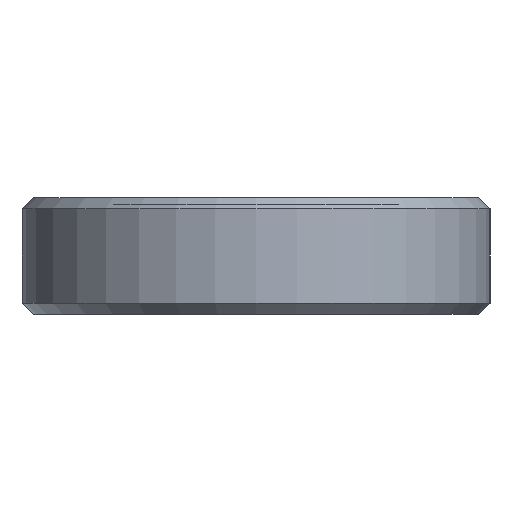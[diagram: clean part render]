
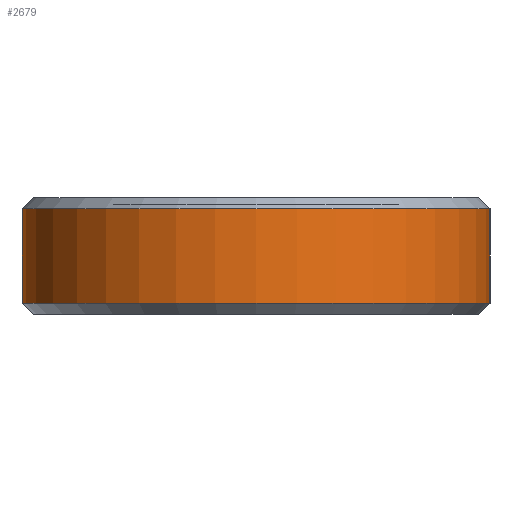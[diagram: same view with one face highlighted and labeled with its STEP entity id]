
A CAD part, left-side view. The second image highlights one B-rep face of the part: STEP entity #2679.
In plain terms, the highlighted cylindrical face has radius 6.25 mm (diameter 12.5 mm), a partial arc.
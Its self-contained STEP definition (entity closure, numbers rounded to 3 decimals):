
#45 = CONICAL_SURFACE('',#46,6.25,0.785);
#46 = AXIS2_PLACEMENT_3D('',#47,#48,#49);
#47 = CARTESIAN_POINT('',(0.,0.,0.3));
#48 = DIRECTION('',(0.,0.,1.));
#49 = DIRECTION('',(0.,1.,0.));
#981 = VERTEX_POINT('',#982);
#982 = CARTESIAN_POINT('',(0.,6.25,0.3));
#1005 = VERTEX_POINT('',#1006);
#1006 = CARTESIAN_POINT('',(0.,-6.25,0.3));
#1027 = EDGE_CURVE('',#981,#1005,#1028,.T.);
#1028 = SURFACE_CURVE('',#1029,(#1034,#1041),.PCURVE_S1.);
#1029 = CIRCLE('',#1030,6.25);
#1030 = AXIS2_PLACEMENT_3D('',#1031,#1032,#1033);
#1031 = CARTESIAN_POINT('',(0.,0.,0.3));
#1032 = DIRECTION('',(0.,-0.,1.));
#1033 = DIRECTION('',(0.,1.,0.));
#1034 = PCURVE('',#45,#1035);
#1035 = DEFINITIONAL_REPRESENTATION('',(#1036),#1040);
#1036 = LINE('',#1037,#1038);
#1037 = CARTESIAN_POINT('',(0.,0.));
#1038 = VECTOR('',#1039,1.);
#1039 = DIRECTION('',(1.,0.));
#1040 = ( GEOMETRIC_REPRESENTATION_CONTEXT(2) 
PARAMETRIC_REPRESENTATION_CONTEXT() REPRESENTATION_CONTEXT('2D SPACE',''
  ) );
#1041 = PCURVE('',#1042,#1047);
#1042 = CYLINDRICAL_SURFACE('',#1043,6.25);
#1043 = AXIS2_PLACEMENT_3D('',#1044,#1045,#1046);
#1044 = CARTESIAN_POINT('',(0.,0.,0.));
#1045 = DIRECTION('',(-0.,-0.,-1.));
#1046 = DIRECTION('',(1.,0.,0.));
#1047 = DEFINITIONAL_REPRESENTATION('',(#1048),#1052);
#1048 = LINE('',#1049,#1050);
#1049 = CARTESIAN_POINT('',(-1.571,-0.3));
#1050 = VECTOR('',#1051,1.);
#1051 = DIRECTION('',(-1.,0.));
#1052 = ( GEOMETRIC_REPRESENTATION_CONTEXT(2) 
PARAMETRIC_REPRESENTATION_CONTEXT() REPRESENTATION_CONTEXT('2D SPACE',''
  ) );
#1096 = PLANE('',#1097);
#1097 = AXIS2_PLACEMENT_3D('',#1098,#1099,#1100);
#1098 = CARTESIAN_POINT('',(0.,6.25,0.));
#1099 = DIRECTION('',(0.,1.,0.));
#1100 = DIRECTION('',(1.,0.,0.));
#1150 = PLANE('',#1151);
#1151 = AXIS2_PLACEMENT_3D('',#1152,#1153,#1154);
#1152 = CARTESIAN_POINT('',(0.,-6.25,0.));
#1153 = DIRECTION('',(0.,1.,0.));
#1154 = DIRECTION('',(1.,0.,0.));
#2679 = ADVANCED_FACE('',(#2680),#1042,.T.);
#2680 = FACE_BOUND('',#2681,.F.);
#2681 = EDGE_LOOP('',(#2682,#2705,#2734,#2755));
#2682 = ORIENTED_EDGE('',*,*,#2683,.T.);
#2683 = EDGE_CURVE('',#981,#2684,#2686,.T.);
#2684 = VERTEX_POINT('',#2685);
#2685 = CARTESIAN_POINT('',(0.,6.25,2.825));
#2686 = SURFACE_CURVE('',#2687,(#2691,#2698),.PCURVE_S1.);
#2687 = LINE('',#2688,#2689);
#2688 = CARTESIAN_POINT('',(0.,6.25,0.));
#2689 = VECTOR('',#2690,1.);
#2690 = DIRECTION('',(0.,0.,1.));
#2691 = PCURVE('',#1042,#2692);
#2692 = DEFINITIONAL_REPRESENTATION('',(#2693),#2697);
#2693 = LINE('',#2694,#2695);
#2694 = CARTESIAN_POINT('',(-1.571,0.));
#2695 = VECTOR('',#2696,1.);
#2696 = DIRECTION('',(-0.,-1.));
#2697 = ( GEOMETRIC_REPRESENTATION_CONTEXT(2) 
PARAMETRIC_REPRESENTATION_CONTEXT() REPRESENTATION_CONTEXT('2D SPACE',''
  ) );
#2698 = PCURVE('',#1096,#2699);
#2699 = DEFINITIONAL_REPRESENTATION('',(#2700),#2704);
#2700 = LINE('',#2701,#2702);
#2701 = CARTESIAN_POINT('',(0.,0.));
#2702 = VECTOR('',#2703,1.);
#2703 = DIRECTION('',(0.,-1.));
#2704 = ( GEOMETRIC_REPRESENTATION_CONTEXT(2) 
PARAMETRIC_REPRESENTATION_CONTEXT() REPRESENTATION_CONTEXT('2D SPACE',''
  ) );
#2705 = ORIENTED_EDGE('',*,*,#2706,.T.);
#2706 = EDGE_CURVE('',#2684,#2707,#2709,.T.);
#2707 = VERTEX_POINT('',#2708);
#2708 = CARTESIAN_POINT('',(0.,-6.25,2.825));
#2709 = SURFACE_CURVE('',#2710,(#2715,#2722),.PCURVE_S1.);
#2710 = CIRCLE('',#2711,6.25);
#2711 = AXIS2_PLACEMENT_3D('',#2712,#2713,#2714);
#2712 = CARTESIAN_POINT('',(0.,0.,2.825));
#2713 = DIRECTION('',(0.,-0.,1.));
#2714 = DIRECTION('',(0.,1.,0.));
#2715 = PCURVE('',#1042,#2716);
#2716 = DEFINITIONAL_REPRESENTATION('',(#2717),#2721);
#2717 = LINE('',#2718,#2719);
#2718 = CARTESIAN_POINT('',(-1.571,-2.825));
#2719 = VECTOR('',#2720,1.);
#2720 = DIRECTION('',(-1.,0.));
#2721 = ( GEOMETRIC_REPRESENTATION_CONTEXT(2) 
PARAMETRIC_REPRESENTATION_CONTEXT() REPRESENTATION_CONTEXT('2D SPACE',''
  ) );
#2722 = PCURVE('',#2723,#2728);
#2723 = CONICAL_SURFACE('',#2724,6.25,0.785);
#2724 = AXIS2_PLACEMENT_3D('',#2725,#2726,#2727);
#2725 = CARTESIAN_POINT('',(0.,0.,2.825));
#2726 = DIRECTION('',(-0.,-0.,-1.));
#2727 = DIRECTION('',(0.,1.,0.));
#2728 = DEFINITIONAL_REPRESENTATION('',(#2729),#2733);
#2729 = LINE('',#2730,#2731);
#2730 = CARTESIAN_POINT('',(-0.,-0.));
#2731 = VECTOR('',#2732,1.);
#2732 = DIRECTION('',(-1.,-0.));
#2733 = ( GEOMETRIC_REPRESENTATION_CONTEXT(2) 
PARAMETRIC_REPRESENTATION_CONTEXT() REPRESENTATION_CONTEXT('2D SPACE',''
  ) );
#2734 = ORIENTED_EDGE('',*,*,#2735,.F.);
#2735 = EDGE_CURVE('',#1005,#2707,#2736,.T.);
#2736 = SURFACE_CURVE('',#2737,(#2741,#2748),.PCURVE_S1.);
#2737 = LINE('',#2738,#2739);
#2738 = CARTESIAN_POINT('',(0.,-6.25,0.));
#2739 = VECTOR('',#2740,1.);
#2740 = DIRECTION('',(0.,0.,1.));
#2741 = PCURVE('',#1042,#2742);
#2742 = DEFINITIONAL_REPRESENTATION('',(#2743),#2747);
#2743 = LINE('',#2744,#2745);
#2744 = CARTESIAN_POINT('',(-4.712,0.));
#2745 = VECTOR('',#2746,1.);
#2746 = DIRECTION('',(-0.,-1.));
#2747 = ( GEOMETRIC_REPRESENTATION_CONTEXT(2) 
PARAMETRIC_REPRESENTATION_CONTEXT() REPRESENTATION_CONTEXT('2D SPACE',''
  ) );
#2748 = PCURVE('',#1150,#2749);
#2749 = DEFINITIONAL_REPRESENTATION('',(#2750),#2754);
#2750 = LINE('',#2751,#2752);
#2751 = CARTESIAN_POINT('',(0.,0.));
#2752 = VECTOR('',#2753,1.);
#2753 = DIRECTION('',(0.,-1.));
#2754 = ( GEOMETRIC_REPRESENTATION_CONTEXT(2) 
PARAMETRIC_REPRESENTATION_CONTEXT() REPRESENTATION_CONTEXT('2D SPACE',''
  ) );
#2755 = ORIENTED_EDGE('',*,*,#1027,.F.);
